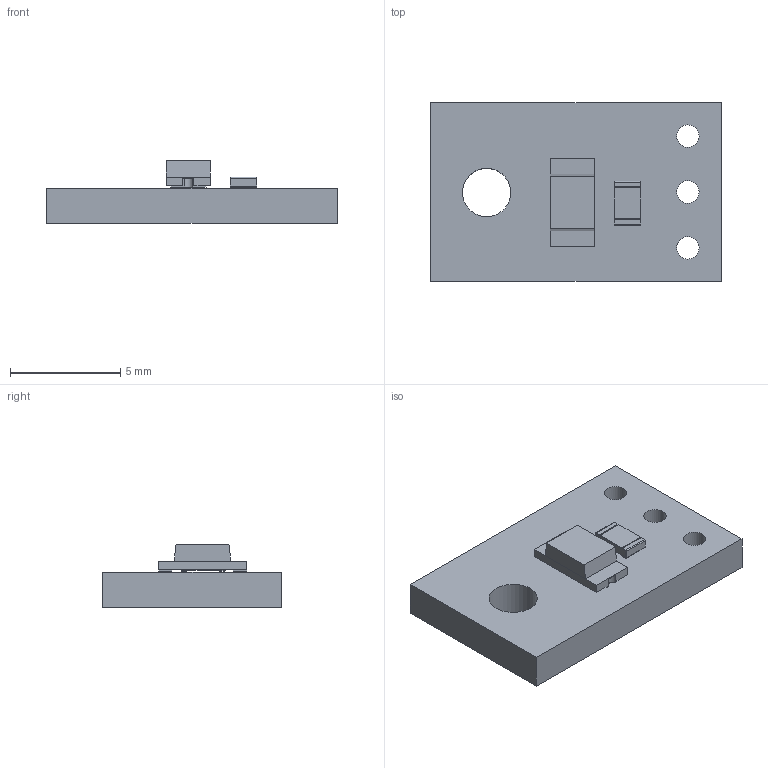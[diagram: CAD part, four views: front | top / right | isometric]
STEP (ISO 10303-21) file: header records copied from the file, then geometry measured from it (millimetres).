
FILE_DESCRIPTION(('KiCad electronic assembly'),'2;1');
FILE_NAME('temt6000.step','2023-12-30T13:17:18',('Pcbnew'),('Kicad'), 'Open CASCADE STEP processor 7.7','KiCad to STEP converter','Unknown' );
FILE_SCHEMA(('AUTOMOTIVE_DESIGN { 1 0 10303 214 1 1 1 1 }'));
Length unit declared in the file: millimetre
Products named in the file (6): temt6000 1; R_0805_2012Metric; SOLID; TEMT6000X01--3DModel-STEP-56544; COMPOUND; temt6000 PCB
Assembly tree (5 placements, depth 3):
  temt6000 1
    R_0805_2012Metric
      SOLID
    TEMT6000X01--3DModel-STEP-56544
      COMPOUND
    temt6000 PCB
Bounding box: 13.21 x 8.13 x 2.85 mm (x, y, z)
Volume: 169.7 mm3; surface area: 346 mm2
Topology: 7 solids, 7 shells, 86 faces, 212 edges, 140 vertices
Faces by surface type: plane 63, cylinder 23
Full cylindrical faces by diameter (mm): 1.02 x3, 2.2 x1
Entity records: 5723 total; most frequent: CARTESIAN_POINT 1042, DIRECTION 837, LINE 544, VECTOR 544, ORIENTED_EDGE 424, PCURVE 424, DEFINITIONAL_REPRESENTATION 424, EDGE_CURVE 212
